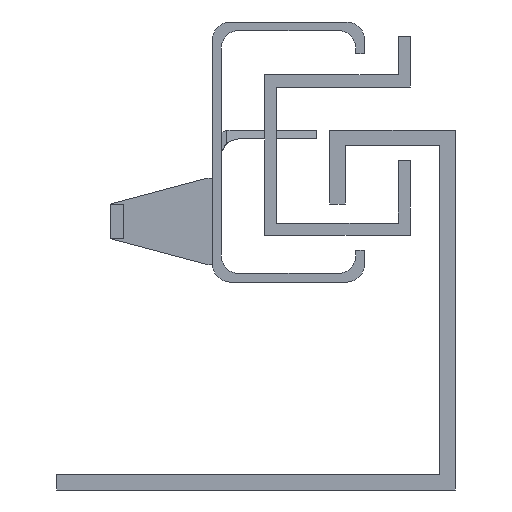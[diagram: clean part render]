
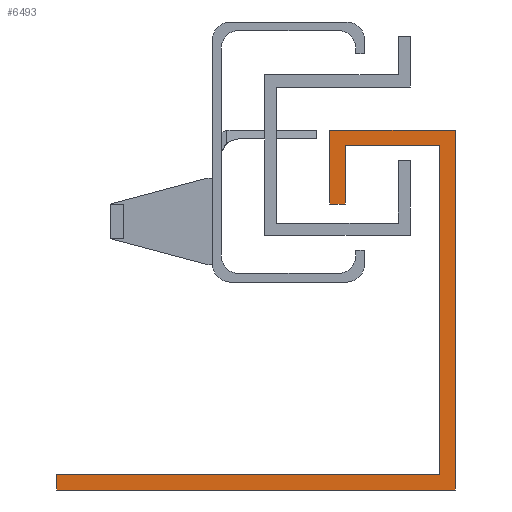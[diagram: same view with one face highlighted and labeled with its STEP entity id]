
A CAD part, left-side view. The second image highlights one B-rep face of the part: STEP entity #6493.
In plain terms, the highlighted planar face has unit normal (-1, 0, 0).
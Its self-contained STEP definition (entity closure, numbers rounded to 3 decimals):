
#73 = DIRECTION ( 'NONE',  ( 0., -1., 0. ) ) ;
#74 = DIRECTION ( 'NONE',  ( 1., 0., 0. ) ) ;
#177 = DIRECTION ( 'NONE',  ( 0., 0., 1. ) ) ;
#230 = VERTEX_POINT ( 'NONE', #2511 ) ;
#487 = CARTESIAN_POINT ( 'NONE',  ( 0., 1.8, 1.8 ) ) ;
#539 = DIRECTION ( 'NONE',  ( 0., 1., 0. ) ) ;
#628 = EDGE_CURVE ( 'NONE', #4866, #5552, #3706, .T. ) ;
#647 = DIRECTION ( 'NONE',  ( 0., 0., -1. ) ) ;
#739 = LINE ( 'NONE', #3527, #6792 ) ;
#826 = LINE ( 'NONE', #3528, #3512 ) ;
#1000 = VERTEX_POINT ( 'NONE', #6262 ) ;
#1163 = CARTESIAN_POINT ( 'NONE',  ( 0., 14.5, 41.5 ) ) ;
#1165 = CARTESIAN_POINT ( 'NONE',  ( 0., 12.7, 33. ) ) ;
#1325 = EDGE_CURVE ( 'NONE', #7187, #7632, #3868, .T. ) ;
#1439 = LINE ( 'NONE', #5318, #6536 ) ;
#1465 = CARTESIAN_POINT ( 'NONE',  ( 0., 14.5, 41.5 ) ) ;
#1695 = EDGE_CURVE ( 'NONE', #4936, #7187, #3951, .T. ) ;
#1781 = DIRECTION ( 'NONE',  ( 0., 0., 1. ) ) ;
#1986 = ORIENTED_EDGE ( 'NONE', *, *, #1695, .F. ) ;
#2003 = CARTESIAN_POINT ( 'NONE',  ( 0., 0., 0. ) ) ;
#2058 = VERTEX_POINT ( 'NONE', #5907 ) ;
#2349 = VECTOR ( 'NONE', #6830, 1000. ) ;
#2361 = ORIENTED_EDGE ( 'NONE', *, *, #3310, .F. ) ;
#2511 = CARTESIAN_POINT ( 'NONE',  ( 0., 46., 1.8 ) ) ;
#2620 = DIRECTION ( 'NONE',  ( 0., 1., 0. ) ) ;
#2732 = EDGE_CURVE ( 'NONE', #7632, #6144, #7627, .T. ) ;
#3310 = EDGE_CURVE ( 'NONE', #2058, #230, #4210, .T. ) ;
#3481 = DIRECTION ( 'NONE',  ( 0., 0., -1. ) ) ;
#3512 = VECTOR ( 'NONE', #3481, 1000. ) ;
#3527 = CARTESIAN_POINT ( 'NONE',  ( 0., 46., 1.8 ) ) ;
#3528 = CARTESIAN_POINT ( 'NONE',  ( 0., 0., 41.5 ) ) ;
#3706 = LINE ( 'NONE', #5149, #4746 ) ;
#3868 = LINE ( 'NONE', #5175, #7278 ) ;
#3874 = EDGE_CURVE ( 'NONE', #5552, #1000, #8469, .T. ) ;
#3934 = PLANE ( 'NONE',  #5662 ) ;
#3951 = LINE ( 'NONE', #7273, #7532 ) ;
#4001 = CARTESIAN_POINT ( 'NONE',  ( 0., 0., 0. ) ) ;
#4006 = ORIENTED_EDGE ( 'NONE', *, *, #5395, .F. ) ;
#4210 = LINE ( 'NONE', #6283, #4474 ) ;
#4335 = CARTESIAN_POINT ( 'NONE',  ( 0., 1.8, 39.7 ) ) ;
#4413 = ORIENTED_EDGE ( 'NONE', *, *, #8157, .F. ) ;
#4449 = CARTESIAN_POINT ( 'NONE',  ( 0., 14.5, 33. ) ) ;
#4466 = DIRECTION ( 'NONE',  ( 0., 0., 1. ) ) ;
#4474 = VECTOR ( 'NONE', #177, 1000. ) ;
#4710 = CARTESIAN_POINT ( 'NONE',  ( 0., 0., 41.5 ) ) ;
#4746 = VECTOR ( 'NONE', #4466, 1000. ) ;
#4866 = VERTEX_POINT ( 'NONE', #487 ) ;
#4936 = VERTEX_POINT ( 'NONE', #1165 ) ;
#5004 = ORIENTED_EDGE ( 'NONE', *, *, #628, .F. ) ;
#5092 = ORIENTED_EDGE ( 'NONE', *, *, #2732, .F. ) ;
#5149 = CARTESIAN_POINT ( 'NONE',  ( 0., 1.8, 1.8 ) ) ;
#5175 = CARTESIAN_POINT ( 'NONE',  ( 0., 14.5, 33. ) ) ;
#5318 = CARTESIAN_POINT ( 'NONE',  ( 0., 12.7, 39.7 ) ) ;
#5395 = EDGE_CURVE ( 'NONE', #230, #4866, #739, .T. ) ;
#5552 = VERTEX_POINT ( 'NONE', #5861 ) ;
#5662 = AXIS2_PLACEMENT_3D ( 'NONE', #8191, #74, #8064 ) ;
#5695 = ORIENTED_EDGE ( 'NONE', *, *, #1325, .F. ) ;
#5861 = CARTESIAN_POINT ( 'NONE',  ( 0., 1.8, 39.7 ) ) ;
#5907 = CARTESIAN_POINT ( 'NONE',  ( 0., 46., 0. ) ) ;
#6001 = FACE_OUTER_BOUND ( 'NONE', #6974, .T. ) ;
#6144 = VERTEX_POINT ( 'NONE', #4710 ) ;
#6262 = CARTESIAN_POINT ( 'NONE',  ( 0., 12.7, 39.7 ) ) ;
#6283 = CARTESIAN_POINT ( 'NONE',  ( 0., 46., 0. ) ) ;
#6393 = ORIENTED_EDGE ( 'NONE', *, *, #8547, .F. ) ;
#6493 = ADVANCED_FACE ( 'NONE', ( #6001 ), #3934, .F. ) ;
#6536 = VECTOR ( 'NONE', #647, 1000. ) ;
#6672 = EDGE_CURVE ( 'NONE', #6144, #7412, #826, .T. ) ;
#6792 = VECTOR ( 'NONE', #73, 1000. ) ;
#6830 = DIRECTION ( 'NONE',  ( 0., -1., 0. ) ) ;
#6974 = EDGE_LOOP ( 'NONE', ( #5092, #5695, #1986, #4413, #7130, #5004, #4006, #2361, #6393, #7034 ) ) ;
#7034 = ORIENTED_EDGE ( 'NONE', *, *, #6672, .F. ) ;
#7122 = VECTOR ( 'NONE', #2620, 1000. ) ;
#7130 = ORIENTED_EDGE ( 'NONE', *, *, #3874, .F. ) ;
#7187 = VERTEX_POINT ( 'NONE', #4449 ) ;
#7273 = CARTESIAN_POINT ( 'NONE',  ( 0., 12.7, 33. ) ) ;
#7278 = VECTOR ( 'NONE', #1781, 1000. ) ;
#7412 = VERTEX_POINT ( 'NONE', #4001 ) ;
#7532 = VECTOR ( 'NONE', #539, 1000. ) ;
#7627 = LINE ( 'NONE', #1465, #2349 ) ;
#7632 = VERTEX_POINT ( 'NONE', #1163 ) ;
#7942 = VECTOR ( 'NONE', #8332, 1000. ) ;
#8064 = DIRECTION ( 'NONE',  ( 0., 0., -1. ) ) ;
#8157 = EDGE_CURVE ( 'NONE', #1000, #4936, #1439, .T. ) ;
#8191 = CARTESIAN_POINT ( 'NONE',  ( 0., 0., 0. ) ) ;
#8332 = DIRECTION ( 'NONE',  ( 0., 1., 0. ) ) ;
#8469 = LINE ( 'NONE', #4335, #7942 ) ;
#8547 = EDGE_CURVE ( 'NONE', #7412, #2058, #8761, .T. ) ;
#8761 = LINE ( 'NONE', #2003, #7122 ) ;
